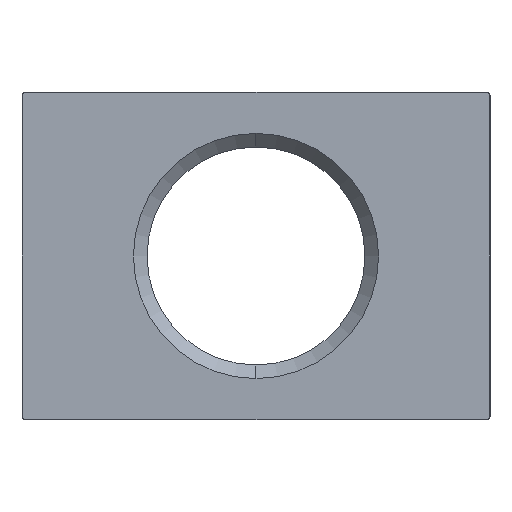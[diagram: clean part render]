
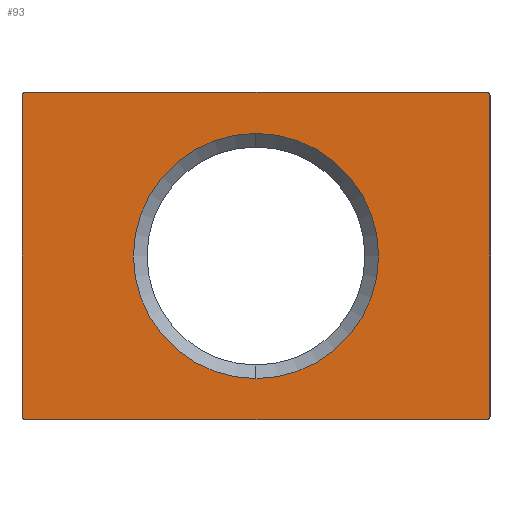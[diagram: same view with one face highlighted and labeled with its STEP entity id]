
A CAD part, left-side view. The second image highlights one B-rep face of the part: STEP entity #93.
In plain terms, the highlighted planar face has unit normal (-1, 0, 0).
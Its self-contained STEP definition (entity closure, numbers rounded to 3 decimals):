
#93=ADVANCED_FACE('',(#223,#224),#225,.T.);
#223=FACE_OUTER_BOUND('',#405,.T.);
#224=FACE_BOUND('',#406,.T.);
#225=PLANE('',#407);
#405=EDGE_LOOP('',(#631,#632,#633,#634,#635,#636,#637,#638));
#406=EDGE_LOOP('',(#639,#640));
#407=AXIS2_PLACEMENT_3D('',#641,#642,#643);
#631=ORIENTED_EDGE('',*,*,#1125,.T.);
#632=ORIENTED_EDGE('',*,*,#1126,.F.);
#633=ORIENTED_EDGE('',*,*,#1127,.T.);
#634=ORIENTED_EDGE('',*,*,#1128,.T.);
#635=ORIENTED_EDGE('',*,*,#1129,.T.);
#636=ORIENTED_EDGE('',*,*,#1130,.T.);
#637=ORIENTED_EDGE('',*,*,#1131,.T.);
#638=ORIENTED_EDGE('',*,*,#1132,.F.);
#639=ORIENTED_EDGE('',*,*,#1133,.T.);
#640=ORIENTED_EDGE('',*,*,#1134,.T.);
#641=CARTESIAN_POINT('',(0.0,40.0,-14.0));
#642=DIRECTION('',(-1.0,0.0,0.0));
#643=DIRECTION('',(0.0,0.0,1.0));
#1125=EDGE_CURVE('',#1370,#1371,#1372,.T.);
#1126=EDGE_CURVE('',#1373,#1371,#1374,.T.);
#1127=EDGE_CURVE('',#1373,#1375,#1376,.T.);
#1128=EDGE_CURVE('',#1375,#1377,#1378,.T.);
#1129=EDGE_CURVE('',#1377,#1379,#1380,.T.);
#1130=EDGE_CURVE('',#1379,#1381,#1382,.T.);
#1131=EDGE_CURVE('',#1381,#1383,#1384,.T.);
#1132=EDGE_CURVE('',#1370,#1383,#1385,.T.);
#1133=EDGE_CURVE('',#1386,#1387,#1388,.T.);
#1134=EDGE_CURVE('',#1387,#1386,#1389,.T.);
#1370=VERTEX_POINT('',#1752);
#1371=VERTEX_POINT('',#1753);
#1372=CIRCLE('',#1754,0.3);
#1373=VERTEX_POINT('',#1755);
#1374=LINE('',#1756,#1757);
#1375=VERTEX_POINT('',#1758);
#1376=CIRCLE('',#1759,0.3);
#1377=VERTEX_POINT('',#1760);
#1378=LINE('',#1761,#1762);
#1379=VERTEX_POINT('',#1763);
#1380=CIRCLE('',#1764,0.3);
#1381=VERTEX_POINT('',#1765);
#1382=LINE('',#1766,#1767);
#1383=VERTEX_POINT('',#1768);
#1384=CIRCLE('',#1769,0.3);
#1385=LINE('',#1770,#1771);
#1386=VERTEX_POINT('',#1772);
#1387=VERTEX_POINT('',#1773);
#1388=CIRCLE('',#1774,10.475);
#1389=CIRCLE('',#1775,10.475);
#1752=CARTESIAN_POINT('',(0.0,39.7,14.0));
#1753=CARTESIAN_POINT('',(0.0,40.0,13.7));
#1754=AXIS2_PLACEMENT_3D('',#2264,#2265,#2266);
#1755=CARTESIAN_POINT('',(0.0,40.0,-13.7));
#1756=CARTESIAN_POINT('',(0.0,40.0,-13.7));
#1757=VECTOR('',#2267,27.4);
#1758=CARTESIAN_POINT('',(0.0,39.7,-14.0));
#1759=AXIS2_PLACEMENT_3D('',#2268,#2269,#2270);
#1760=CARTESIAN_POINT('',(0.0,0.3,-14.0));
#1761=CARTESIAN_POINT('',(0.0,39.7,-14.0));
#1762=VECTOR('',#2271,39.4);
#1763=CARTESIAN_POINT('',(0.0,0.0,-13.7));
#1764=AXIS2_PLACEMENT_3D('',#2272,#2273,#2274);
#1765=CARTESIAN_POINT('',(0.0,0.0,13.7));
#1766=CARTESIAN_POINT('',(0.0,0.0,-13.7));
#1767=VECTOR('',#2275,27.4);
#1768=CARTESIAN_POINT('',(0.0,0.3,14.0));
#1769=AXIS2_PLACEMENT_3D('',#2276,#2277,#2278);
#1770=CARTESIAN_POINT('',(0.0,39.7,14.0));
#1771=VECTOR('',#2279,39.4);
#1772=CARTESIAN_POINT('',(0.0,20.0,-10.475));
#1773=CARTESIAN_POINT('',(0.0,20.0,10.475));
#1774=AXIS2_PLACEMENT_3D('',#2280,#2281,#2282);
#1775=AXIS2_PLACEMENT_3D('',#2283,#2284,#2285);
#2264=CARTESIAN_POINT('',(0.0,39.7,13.7));
#2265=DIRECTION('',(-1.0,0.0,0.0));
#2266=DIRECTION('',(0.0,0.0,1.0));
#2267=DIRECTION('',(0.0,0.0,1.0));
#2268=CARTESIAN_POINT('',(0.0,39.7,-13.7));
#2269=DIRECTION('',(-1.0,0.0,0.0));
#2270=DIRECTION('',(0.0,1.0,0.));
#2271=DIRECTION('',(0.0,-1.0,0.0));
#2272=CARTESIAN_POINT('',(0.0,0.3,-13.7));
#2273=DIRECTION('',(-1.0,0.0,0.0));
#2274=DIRECTION('',(0.0,0.0,-1.0));
#2275=DIRECTION('',(0.0,0.0,1.0));
#2276=CARTESIAN_POINT('',(0.0,0.3,13.7));
#2277=DIRECTION('',(-1.0,0.0,0.0));
#2278=DIRECTION('',(0.0,-1.0,0.0));
#2279=DIRECTION('',(0.0,-1.0,0.0));
#2280=CARTESIAN_POINT('',(0.0,20.0,0.));
#2281=DIRECTION('',(1.0,0.0,0.0));
#2282=DIRECTION('',(0.0,0.0,-1.0));
#2283=CARTESIAN_POINT('',(0.0,20.0,0.));
#2284=DIRECTION('',(1.0,0.0,0.0));
#2285=DIRECTION('',(0.0,0.0,-1.0));
